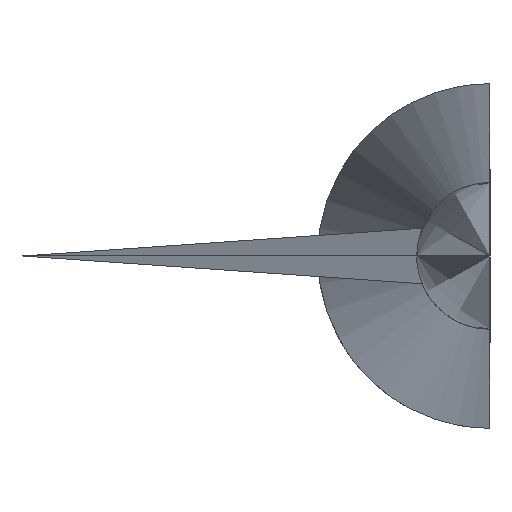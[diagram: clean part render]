
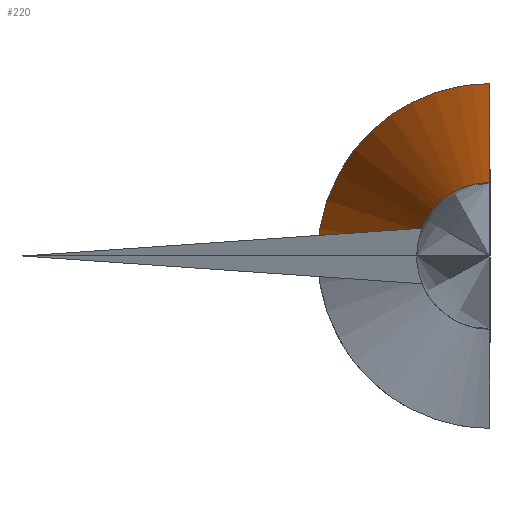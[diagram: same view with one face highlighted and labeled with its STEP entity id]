
A CAD part, left-side view. The second image highlights one B-rep face of the part: STEP entity #220.
In plain terms, the highlighted free-form (B-spline) face has degree [1, 3] with [2, 4] control points.
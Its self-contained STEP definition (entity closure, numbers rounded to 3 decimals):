
#116=(
BOUNDED_SURFACE()
B_SPLINE_SURFACE(1,3,((#1075,#1076,#1077,#1078),(#1079,#1080,#1081,#1082)),
 .UNSPECIFIED.,.F.,.F.,.F.)
B_SPLINE_SURFACE_WITH_KNOTS((2,2),(4,4),(0.,1.),(0.,1.),.UNSPECIFIED.)
GEOMETRIC_REPRESENTATION_ITEM()
RATIONAL_B_SPLINE_SURFACE(((1.,0.805,0.805,1.),
(1.,0.805,0.805,1.)))
REPRESENTATION_ITEM('')
SURFACE()
);
#166=(
BOUNDED_CURVE()
B_SPLINE_CURVE(3,(#1047,#1048,#1049,#1050),.UNSPECIFIED.,.F.,.F.)
B_SPLINE_CURVE_WITH_KNOTS((4,4),(0.,1.),.UNSPECIFIED.)
CURVE()
GEOMETRIC_REPRESENTATION_ITEM()
RATIONAL_B_SPLINE_CURVE((1.,0.805,0.805,1.))
REPRESENTATION_ITEM('')
);
#169=(
BOUNDED_CURVE()
B_SPLINE_CURVE(1,(#1065,#1066),.UNSPECIFIED.,.F.,.F.)
B_SPLINE_CURVE_WITH_KNOTS((2,2),(0.,1.),.UNSPECIFIED.)
CURVE()
GEOMETRIC_REPRESENTATION_ITEM()
RATIONAL_B_SPLINE_CURVE((1.,1.))
REPRESENTATION_ITEM('')
);
#170=(
BOUNDED_CURVE()
B_SPLINE_CURVE(1,(#1068,#1069),.UNSPECIFIED.,.F.,.F.)
B_SPLINE_CURVE_WITH_KNOTS((2,2),(0.,1.),.UNSPECIFIED.)
CURVE()
GEOMETRIC_REPRESENTATION_ITEM()
RATIONAL_B_SPLINE_CURVE((1.,1.))
REPRESENTATION_ITEM('')
);
#171=(
BOUNDED_CURVE()
B_SPLINE_CURVE(3,(#1071,#1072,#1073,#1074),.UNSPECIFIED.,.F.,.F.)
B_SPLINE_CURVE_WITH_KNOTS((4,4),(0.,1.),.UNSPECIFIED.)
CURVE()
GEOMETRIC_REPRESENTATION_ITEM()
RATIONAL_B_SPLINE_CURVE((1.,0.805,0.805,1.))
REPRESENTATION_ITEM('')
);
#220=ADVANCED_FACE('',(#264),#116,.T.);
#264=FACE_OUTER_BOUND('',#300,.T.);
#300=EDGE_LOOP('',(#401,#402,#403,#404));
#401=ORIENTED_EDGE('',*,*,#591,.F.);
#402=ORIENTED_EDGE('',*,*,#588,.T.);
#403=ORIENTED_EDGE('',*,*,#592,.T.);
#404=ORIENTED_EDGE('',*,*,#593,.F.);
#519=VERTEX_POINT('',#1051);
#520=VERTEX_POINT('',#1052);
#521=VERTEX_POINT('',#1067);
#522=VERTEX_POINT('',#1070);
#588=EDGE_CURVE('',#519,#520,#166,.T.);
#591=EDGE_CURVE('',#519,#521,#169,.T.);
#592=EDGE_CURVE('',#520,#522,#170,.T.);
#593=EDGE_CURVE('',#521,#522,#171,.T.);
#1047=CARTESIAN_POINT('',(244.593,3.429,0.));
#1048=CARTESIAN_POINT('',(244.593,3.429,2.009));
#1049=CARTESIAN_POINT('',(244.593,2.009,3.429));
#1050=CARTESIAN_POINT('',(244.593,0.,3.429));
#1051=CARTESIAN_POINT('',(244.593,3.429,0.));
#1052=CARTESIAN_POINT('',(244.593,0.,3.429));
#1065=CARTESIAN_POINT('',(244.593,3.429,0.));
#1066=CARTESIAN_POINT('',(598.638,12.7,0.));
#1067=CARTESIAN_POINT('',(598.638,12.7,0.));
#1068=CARTESIAN_POINT('',(244.593,0.,3.429));
#1069=CARTESIAN_POINT('',(598.638,0.,12.7));
#1070=CARTESIAN_POINT('',(598.638,0.,12.7));
#1071=CARTESIAN_POINT('',(598.638,12.7,0.));
#1072=CARTESIAN_POINT('',(598.638,12.7,7.439));
#1073=CARTESIAN_POINT('',(598.638,7.439,12.7));
#1074=CARTESIAN_POINT('',(598.638,0.,12.7));
#1075=CARTESIAN_POINT('',(598.638,12.7,0.));
#1076=CARTESIAN_POINT('',(598.638,12.7,7.439));
#1077=CARTESIAN_POINT('',(598.638,7.439,12.7));
#1078=CARTESIAN_POINT('',(598.638,0.,12.7));
#1079=CARTESIAN_POINT('',(244.593,3.429,0.));
#1080=CARTESIAN_POINT('',(244.593,3.429,2.009));
#1081=CARTESIAN_POINT('',(244.593,2.009,3.429));
#1082=CARTESIAN_POINT('',(244.593,0.,3.429));
